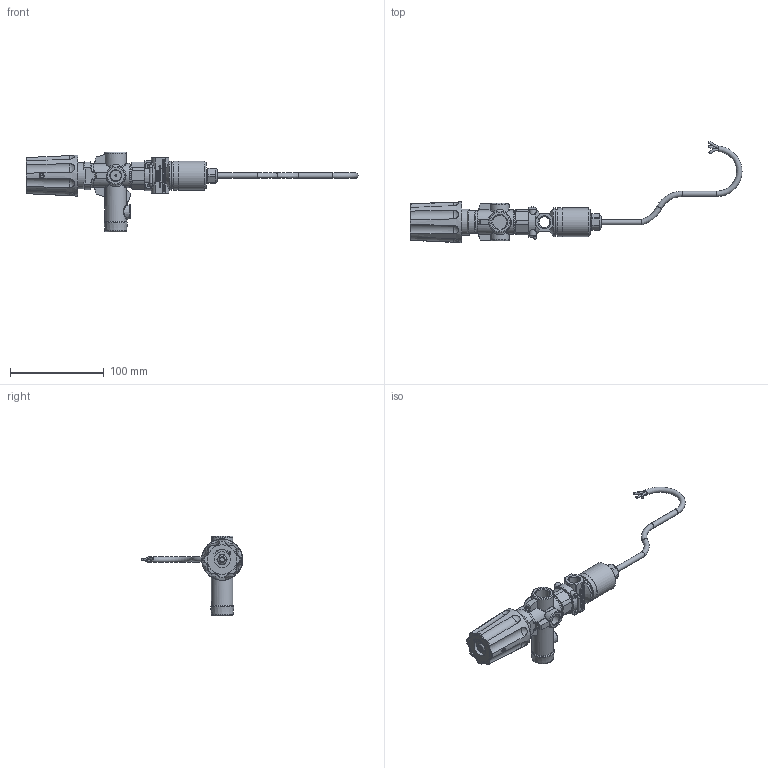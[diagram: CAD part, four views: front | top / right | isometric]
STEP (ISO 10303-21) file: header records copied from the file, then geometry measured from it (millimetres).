
FILE_DESCRIPTION(/* description */ ('Unknown'),/* implementation_level */ '2;1');
FILE_NAME(/* name */ '20 0261 550_1_ST-0261_Unloader',/* time_stamp */ '2019-02-25T12:45:31+01:00',/* author */ ('Unknown'),/* organization */ ('Unknown'),/* preprocessor_version */ 'ST-DEVELOPER v16.7',/* originating_system */ 'DEX',/* authorisation */ $);
FILE_SCHEMA (('AUTOMOTIVE_DESIGN {1 0 10303 214 3 1 1}'));
Length unit declared in the file: millimetre
Products named in the file (59): 20 0261 550_1_ST-0261_Unloader; 20 0260 547_ST-0260_Handradkappe; 04-0390_Gewindestift_DIN_553_M5x6; 02-1265_Handrad_ST-261; 20 0261 525_ST-0261_TM_Zugstange_ST-261; 02-2850_Hülse; 04-0406_7_Zugstange; 04-1490_Zylinderstift_ISO 2338_3m6x12; 06-0301_Druckfeder_D4,0x22,5x28,5; 04-1621_Skt.mutter_ISO 10511_M6; 01-4480_Einsatz_Verstellschraube; 10-1700_Verstellschraube_vz; 04-1610_Skt.mutter_DIN934_M8x1; 04-1630_Gewindestift_M5x5_DIN916; 02-1341_Gleitscheibe; 01-1790_Distanzhülse; 20 0261 530_3_ST-0261_Schaltstange; 01-0485_1_Schaltstange_Messing; 02-1470_F黨rungsst點k; 06-0550_Druckfeder 8,6x24x1; 01-2411_1_Distanzstück; 05-0010_O-Ring_3,3x2,4; 06-0370_Druckfeder_D0,4x3,6x7; 05-0740_Stützring_U4x8x1,2; 04-3760-2-Überwurfmutter; 05-0503_O-Ring_14,1x1,6_NBR; 20 0261 543-ST-0261_TM_Gehäuse_ST-261_Paneel; 15056_010001680_Gehäuse_ST-261_mit_Manometerbohru_1_1_00235163; 04-0440_Ventilteil; 05-0051_O-Ring_5x2,5_EPDMperox_70Shore; 06-0310_Druckfeder_D0,4x8,5x10; 05-0420_Stützring_G11,5x16x1,4; 05-0410_O-Ring_10,77x2,62; 01-4240_1_Kolben; 01-1700_1_Sicherungsstopfen; 04-1270_GewStift_DIN_916_M4x5; 05-0390_Stützring_G8x11x1,2; 02-1290_3_Ventilkäfig; 05-1350_O-Ring_7,65x1,78; 01-4250_2_Hubbegrenzungsstück ...
Assembly tree (66 placements, depth 3):
  20 0261 550_1_ST-0261_Unloader
    20 0260 547_ST-0260_Handradkappe
      04-0390_Gewindestift_DIN_553_M5x6  x2
      02-1265_Handrad_ST-261
    20 0261 525_ST-0261_TM_Zugstange_ST-261
      02-2850_Hülse
      04-0406_7_Zugstange
      04-1490_Zylinderstift_ISO 2338_3m6x12
      06-0301_Druckfeder_D4,0x22,5x28,5
      04-1621_Skt.mutter_ISO 10511_M6
      01-4480_Einsatz_Verstellschraube
      10-1700_Verstellschraube_vz
      04-1610_Skt.mutter_DIN934_M8x1
      04-1630_Gewindestift_M5x5_DIN916
      02-1341_Gleitscheibe
    01-1790_Distanzhülse
    20 0261 530_3_ST-0261_Schaltstange
      01-0485_1_Schaltstange_Messing
      02-1470_F黨rungsst點k
      06-0550_Druckfeder 8,6x24x1
      01-2411_1_Distanzstück
      05-0010_O-Ring_3,3x2,4
      06-0370_Druckfeder_D0,4x3,6x7
      05-0740_Stützring_U4x8x1,2
    04-3760-2-Überwurfmutter
    05-0503_O-Ring_14,1x1,6_NBR
    20 0261 543-ST-0261_TM_Gehäuse_ST-261_Paneel
      15056_010001680_Gehäuse_ST-261_mit_Manometerbohru_1_1_00235163
      04-0440_Ventilteil
      05-0051_O-Ring_5x2,5_EPDMperox_70Shore
      06-0310_Druckfeder_D0,4x8,5x10
      05-0420_Stützring_G11,5x16x1,4
      05-0410_O-Ring_10,77x2,62
      01-4240_1_Kolben
      01-1700_1_Sicherungsstopfen
      04-1270_GewStift_DIN_916_M4x5
      05-0390_Stützring_G8x11x1,2
      02-1290_3_Ventilkäfig
      05-1350_O-Ring_7,65x1,78
      01-4250_2_Hubbegrenzungsstück
      04-0425_Dichtsitz
      05-0430_O-Ring_15x1,5_EPDM
    04-0430_1_Dichtstange
    20 0261 515_3_ST-0261_Mikroschalter_3-adrig
      050000056_O-Ring_5_23_x2_62_NBR_70_Shore_00119998
      04-0450_Blechschraube_DIN_7981-2,9x9,5  x4
      01-1765_5_Gehäuse-Unterteil
      02-1330_Gehäuse-Mittelteil
      01-1740_3_Überwurfmutter
      09-0050_Microschalter
      01-1750_2_Stehbolzen
      04-0560_Schraube DIN 84 - M2x12  x2
      02-1320_Gehäuse Oberteil
      04-0530_Scheibe DIN 125 - 2,2  x2
      04-0470_Skt.mutter_DIN EN 24032_M2_Ms  x2
      05-0490_O-Ring_24x1,5  x2
      06-0385_b_Federklammer
      090000019_E-Kabel_grau_3x0_75_1200mm_00120033
    02-1480_F黨rungsst點k
Bounding box: 354.45 x 108.3 x 85 mm (x, y, z)
Volume: 198830.5 mm3; surface area: 59965.2 mm2
Topology: 16 solids, 16 shells, 1365 faces, 3388 edges, 2219 vertices
Faces by surface type: plane 819, bspline 279, cylinder 148, cone 74, torus 34, sphere 11
Full cylindrical faces by diameter (mm): 2 x2, 2.5 x6, 2.6 x2, 3.3 x1, 4 x1, 4.2 x2, 5 x3, 5.7 x2, 5.9 x2, 6 x1, 6.8 x1, 7.6 x1, 8 x3, 8.1 x1, 8.3 x1, 8.566 x1, 8.9 x1, 10 x1, 11.445 x2, 11.5 x1, 14.8 x1, 14.95 x2, 15 x1, 15.6 x1, 17 x2, 17.8 x1, 17.9 x1, 23 x2, 23.9 x2, 24 x1
Entity records: 53017 total; most frequent: CARTESIAN_POINT 24111, ORIENTED_EDGE 6348, DIRECTION 4289, EDGE_CURVE 3174, VERTEX_POINT 2160, FACE_BOUND 1676, EDGE_LOOP 1672, B_SPLINE_CURVE_WITH_KNOTS 1619
